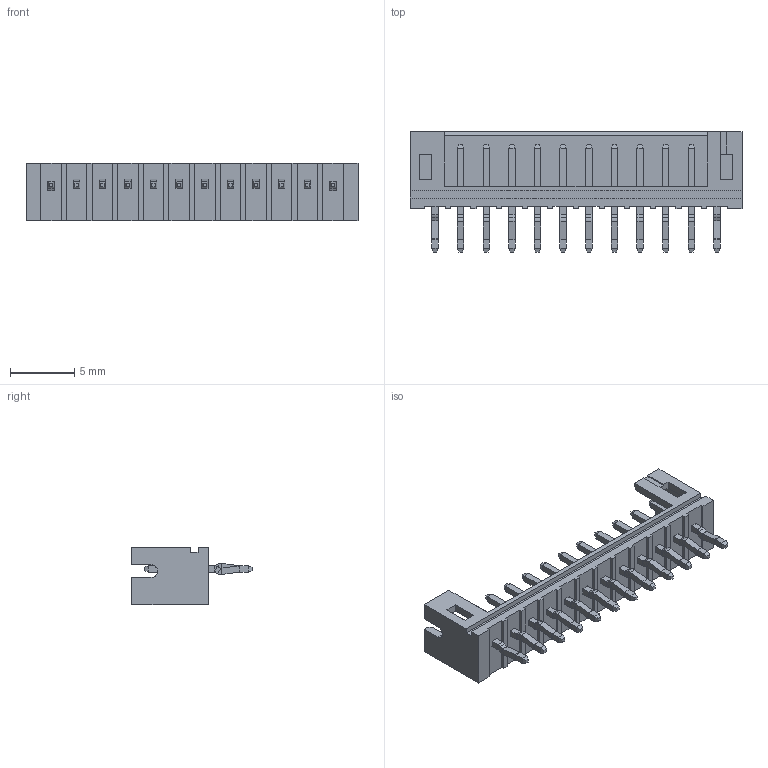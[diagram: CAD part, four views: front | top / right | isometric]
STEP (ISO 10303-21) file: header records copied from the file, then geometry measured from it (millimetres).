
FILE_DESCRIPTION (( 'STEP AP214' ), '1' );
FILE_NAME ('B12B-PH-K-S.STEP', '2023-12-02T09:51:00', ( '' ), ( '' ), 'SwSTEP 2.0', 'SolidWorks 2021', '' );
FILE_SCHEMA (( 'AUTOMOTIVE_DESIGN' ));
Length unit declared in the file: millimetre
Products named in the file (3): pin; body_12; B12B-PH-K-S
Assembly tree (13 placements, depth 2):
  B12B-PH-K-S
    body_12
    pin  x12
Bounding box: 25.9 x 9.4 x 4.5 mm (x, y, z)
Volume: 272.3 mm3; surface area: 927.5 mm2
Topology: 13 solids, 13 shells, 595 faces, 1322 edges, 752 vertices
Faces by surface type: plane 521, cylinder 74
Entity records: 5722 total; most frequent: CARTESIAN_POINT 991, ORIENTED_EDGE 972, DIRECTION 888, EDGE_CURVE 486, LINE 470, VECTOR 470, VERTEX_POINT 312, AXIS2_PLACEMENT_3D 209
